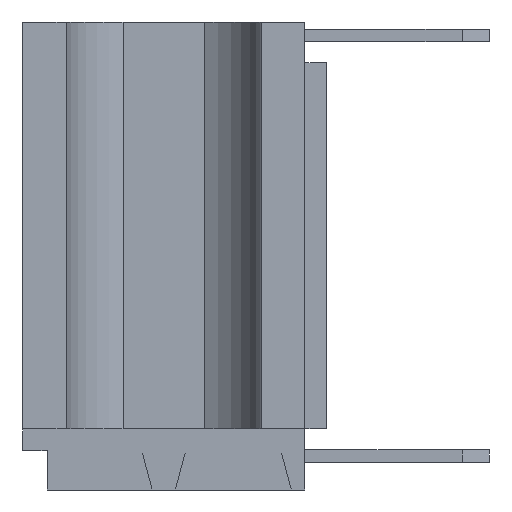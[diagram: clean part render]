
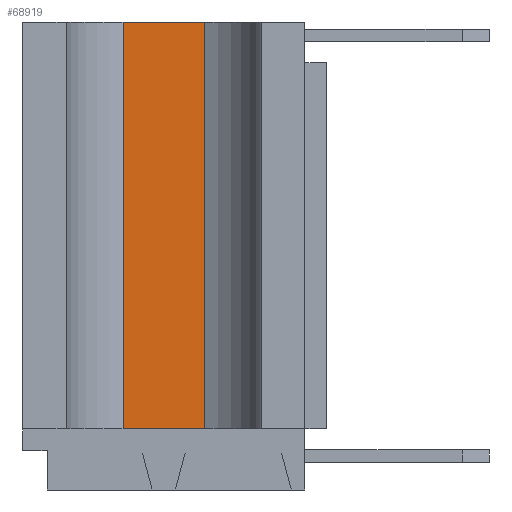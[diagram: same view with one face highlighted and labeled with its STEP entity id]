
A CAD part, left-side view. The second image highlights one B-rep face of the part: STEP entity #68919.
In plain terms, the highlighted planar face has unit normal (-1, 0, 0).
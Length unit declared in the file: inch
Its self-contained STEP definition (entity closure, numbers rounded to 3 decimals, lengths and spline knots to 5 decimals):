
#3002=DIRECTION('',(0.,1.,0.));
#3003=VECTOR('',#3002,0.06);
#3004=CARTESIAN_POINT('',(-1.29355,-0.03,-0.1275));
#3005=LINE('',#3004,#3003);
#6190=DIRECTION('',(0.,-1.,0.));
#6191=VECTOR('',#6190,0.06);
#6192=CARTESIAN_POINT('',(-1.29355,0.03,0.1725));
#6193=LINE('',#6192,#6191);
#24735=DIRECTION('',(0.,0.,1.));
#24736=VECTOR('',#24735,0.3);
#24737=CARTESIAN_POINT('',(-1.29355,-0.03,-0.1275));
#24738=LINE('',#24737,#24736);
#24739=DIRECTION('',(0.,0.,1.));
#24740=VECTOR('',#24739,0.3);
#24741=CARTESIAN_POINT('',(-1.29355,0.03,-0.1275));
#24742=LINE('',#24741,#24740);
#25741=CARTESIAN_POINT('',(-1.29355,0.03,0.1725));
#25742=VERTEX_POINT('',#25741);
#25743=CARTESIAN_POINT('',(-1.29355,-0.03,0.1725));
#25744=VERTEX_POINT('',#25743);
#25773=CARTESIAN_POINT('',(-1.29355,0.03,-0.1275));
#25774=VERTEX_POINT('',#25773);
#25775=CARTESIAN_POINT('',(-1.29355,-0.03,-0.1275));
#25776=VERTEX_POINT('',#25775);
#68907=CARTESIAN_POINT('',(-1.29355,0.03,0.1725));
#68908=DIRECTION('',(-1.,0.,0.));
#68909=DIRECTION('',(0.,-1.,0.));
#68910=AXIS2_PLACEMENT_3D('',#68907,#68908,#68909);
#68911=PLANE('',#68910);
#68912=ORIENTED_EDGE('',*,*,#39160,.T.);
#68913=ORIENTED_EDGE('',*,*,#68902,.F.);
#68914=ORIENTED_EDGE('',*,*,#34990,.T.);
#68916=ORIENTED_EDGE('',*,*,#68915,.T.);
#68917=EDGE_LOOP('',(#68912,#68913,#68914,#68916));
#68918=FACE_OUTER_BOUND('',#68917,.F.);
#68919=ADVANCED_FACE('',(#68918),#68911,.T.);
#34990=EDGE_CURVE('',#25776,#25774,#3005,.T.);
#39160=EDGE_CURVE('',#25742,#25744,#6193,.T.);
#68902=EDGE_CURVE('',#25776,#25744,#24738,.T.);
#68915=EDGE_CURVE('',#25774,#25742,#24742,.T.);
